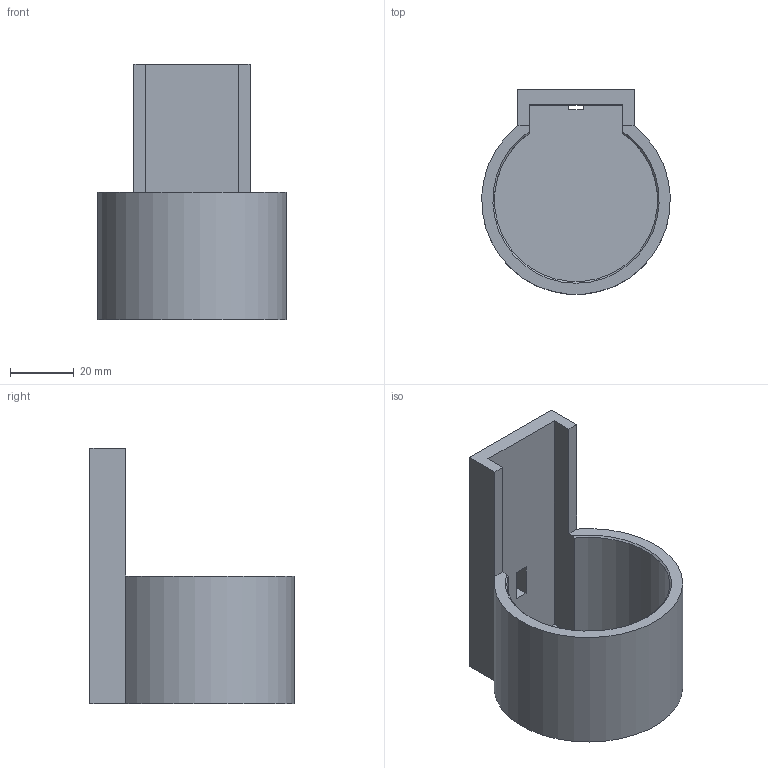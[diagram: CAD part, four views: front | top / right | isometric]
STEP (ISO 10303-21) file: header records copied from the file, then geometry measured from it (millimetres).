
FILE_DESCRIPTION(('FreeCAD Model'),'2;1');
FILE_NAME('Open CASCADE Shape Model','2026-01-09T20:26:37',(''),(''), 'Open CASCADE STEP processor 7.9','FreeCAD','Unknown');
FILE_SCHEMA(('AUTOMOTIVE_DESIGN { 1 0 10303 214 1 1 1 1 }'));
Length unit declared in the file: millimetre
Products named in the file (1): Body
Bounding box: 58.92 x 63.85 x 80 mm (x, y, z)
Volume: 43768 mm3; surface area: 25202.9 mm2
Topology: 1 solids, 1 shells, 23 faces, 67 edges, 44 vertices
Faces by surface type: plane 20, cylinder 2, cone 1
Entity records: 782 total; most frequent: CARTESIAN_POINT 135, ORIENTED_EDGE 134, DIRECTION 122, EDGE_CURVE 67, LINE 60, VECTOR 60, VERTEX_POINT 44, AXIS2_PLACEMENT_3D 31
